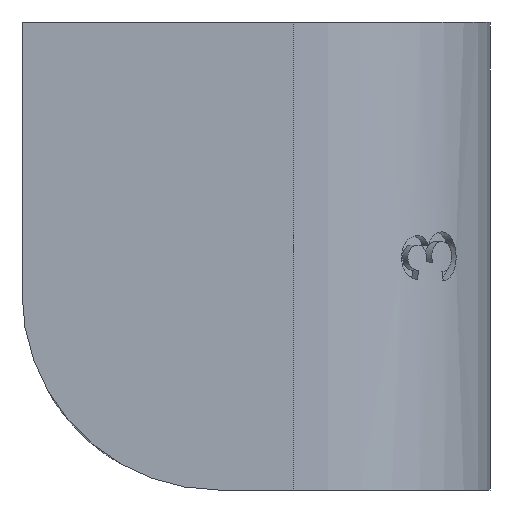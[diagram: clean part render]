
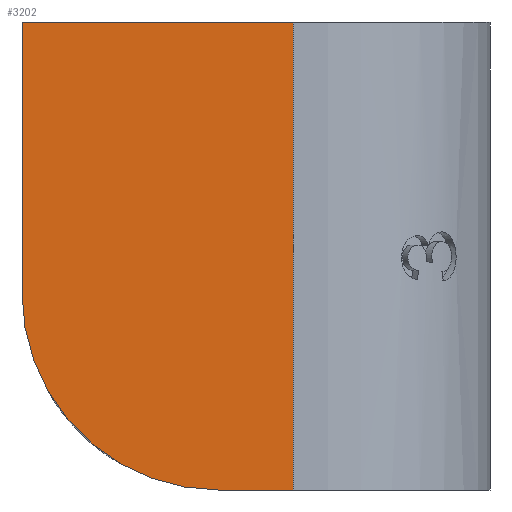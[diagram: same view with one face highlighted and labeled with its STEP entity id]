
A CAD part, left-side view. The second image highlights one B-rep face of the part: STEP entity #3202.
In plain terms, the highlighted planar face has unit normal (-1, 0, 0).
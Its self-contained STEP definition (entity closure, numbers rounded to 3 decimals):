
#3129=CARTESIAN_POINT('',(-12.5,12.5,10.5));
#3130=VERTEX_POINT('',#3129);
#3137=CARTESIAN_POINT('',(-12.5,12.5,25.));
#3138=VERTEX_POINT('',#3137);
#3139=CARTESIAN_POINT('',(-12.5,12.5,25.));
#3140=DIRECTION('',(0.,0.,-1.));
#3141=VECTOR('',#3140,14.5);
#3142=LINE('',#3139,#3141);
#3143=EDGE_CURVE('',#3138,#3130,#3142,.T.);
#3163=CARTESIAN_POINT('',(-12.5,0.,25.));
#3164=DIRECTION('',(-1.,0.,0.));
#3165=DIRECTION('',(0.,0.,1.));
#3166=AXIS2_PLACEMENT_3D('',#3163,#3164,#3165);
#3167=PLANE('',#3166);
#3168=CARTESIAN_POINT('',(-12.5,-2.,0.));
#3169=VERTEX_POINT('',#3168);
#3170=CARTESIAN_POINT('',(-12.5,2.,0.));
#3171=VERTEX_POINT('',#3170);
#3172=CARTESIAN_POINT('',(-12.5,-2.,0.));
#3173=DIRECTION('',(0.,1.,0.));
#3174=VECTOR('',#3173,4.);
#3175=LINE('',#3172,#3174);
#3176=EDGE_CURVE('',#3169,#3171,#3175,.T.);
#3177=ORIENTED_EDGE('',*,*,#3176,.F.);
#3178=CARTESIAN_POINT('',(-12.5,-2.,25.));
#3179=VERTEX_POINT('',#3178);
#3180=CARTESIAN_POINT('',(-12.5,-2.,0.));
#3181=DIRECTION('',(0.,0.,1.));
#3182=VECTOR('',#3181,25.);
#3183=LINE('',#3180,#3182);
#3184=EDGE_CURVE('',#3169,#3179,#3183,.T.);
#3185=ORIENTED_EDGE('',*,*,#3184,.T.);
#3186=CARTESIAN_POINT('',(-12.5,-2.,25.));
#3187=DIRECTION('',(0.,1.,0.));
#3188=VECTOR('',#3187,14.5);
#3189=LINE('',#3186,#3188);
#3190=EDGE_CURVE('',#3179,#3138,#3189,.T.);
#3191=ORIENTED_EDGE('',*,*,#3190,.T.);
#3192=ORIENTED_EDGE('',*,*,#3143,.T.);
#3193=CARTESIAN_POINT('',(-12.5,2.,10.5));
#3194=DIRECTION('',(-1.,0.,0.));
#3195=DIRECTION('',(0.,0.,1.));
#3196=AXIS2_PLACEMENT_3D('',#3193,#3194,#3195);
#3197=CIRCLE('',#3196,10.5);
#3198=EDGE_CURVE('',#3130,#3171,#3197,.T.);
#3199=ORIENTED_EDGE('',*,*,#3198,.T.);
#3200=EDGE_LOOP('',(#3177,#3185,#3191,#3192,#3199));
#3201=FACE_BOUND('',#3200,.T.);
#3202=ADVANCED_FACE('',(#3201),#3167,.T.);
